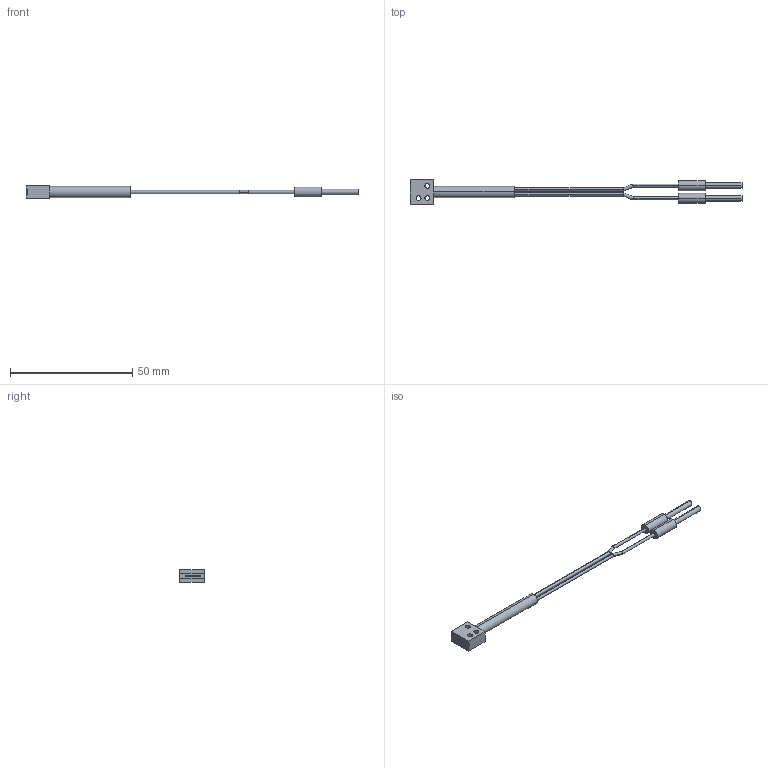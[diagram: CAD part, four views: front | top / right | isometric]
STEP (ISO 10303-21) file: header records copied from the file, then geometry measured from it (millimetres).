
FILE_DESCRIPTION (( 'STEP AP214' ), '1' );
FILE_NAME ('FOACAMPD10ML_3D.step', '2023-07-24T19:05:35', ( '' ), ( '' ), 'SwSTEP 2.0', 'SolidWorks 2022', '' );
FILE_SCHEMA (( 'AUTOMOTIVE_DESIGN' ));
Length unit declared in the file: millimetre
Products named in the file (1): FOACAMPD10ML_3D
Bounding box: 135.6 x 10 x 5 mm (x, y, z)
Volume: 1269.5 mm3; surface area: 2732.7 mm2
Topology: 2 solids, 2 shells, 144 faces, 342 edges, 228 vertices
Faces by surface type: cylinder 102, plane 42
Entity records: 4381 total; most frequent: DIRECTION 804, CARTESIAN_POINT 763, ORIENTED_EDGE 684, EDGE_CURVE 342, AXIS2_PLACEMENT_3D 333, VERTEX_POINT 228, EDGE_LOOP 212, CIRCLE 188
